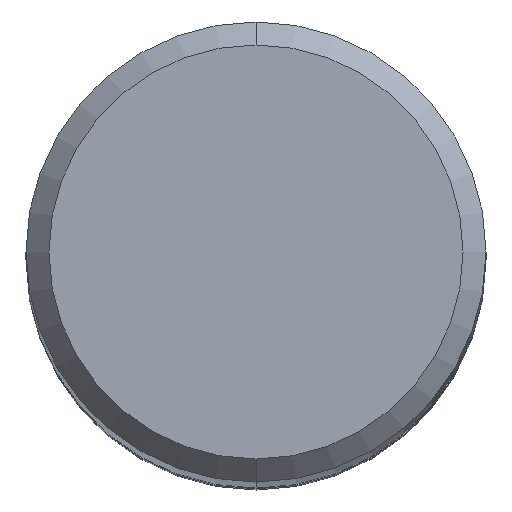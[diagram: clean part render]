
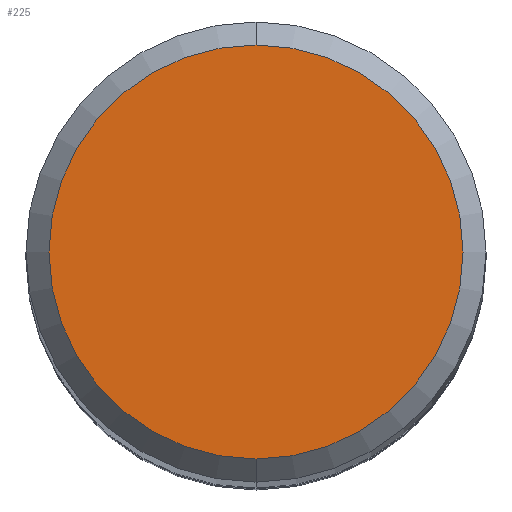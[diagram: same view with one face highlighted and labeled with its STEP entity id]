
A CAD part, top view. The second image highlights one B-rep face of the part: STEP entity #225.
In plain terms, the highlighted planar face has unit normal (0, 0, 1).
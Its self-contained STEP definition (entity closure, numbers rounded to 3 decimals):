
#225=ADVANCED_FACE('',(#561),#562,.T.);
#319=VERTEX_POINT('',#669);
#331=EDGE_CURVE('',#319,#427,#682,.T.);
#427=VERTEX_POINT('',#788);
#479=EDGE_CURVE('',#427,#319,#844,.T.);
#561=FACE_OUTER_BOUND('',#938,.T.);
#562=PLANE('',#939);
#669=CARTESIAN_POINT('',(0.,-4.5,0.0));
#682=CIRCLE('',#1192,4.5);
#788=CARTESIAN_POINT('',(0.0,4.5,0.0));
#844=CIRCLE('',#1542,4.5);
#938=EDGE_LOOP('',(#1629,#1630));
#939=AXIS2_PLACEMENT_3D('',#1631,#1632,#1633);
#1192=AXIS2_PLACEMENT_3D('',#1777,#1778,#1779);
#1542=AXIS2_PLACEMENT_3D('',#1959,#1960,#1961);
#1629=ORIENTED_EDGE('',*,*,#479,.F.);
#1630=ORIENTED_EDGE('',*,*,#331,.F.);
#1631=CARTESIAN_POINT('',(0.0,2.25,0.0));
#1632=DIRECTION('',(-0.0,0.0,1.0));
#1633=DIRECTION('',(0.0,-1.0,0.0));
#1777=CARTESIAN_POINT('',(0.0,0.0,0.0));
#1778=DIRECTION('',(0.0,0.0,-1.0));
#1779=DIRECTION('',(0.0,1.0,0.0));
#1959=CARTESIAN_POINT('',(0.0,0.0,0.0));
#1960=DIRECTION('',(0.0,0.0,-1.0));
#1961=DIRECTION('',(0.0,1.0,0.0));
